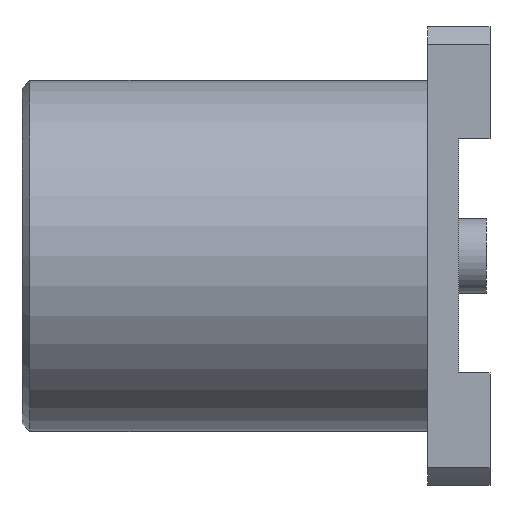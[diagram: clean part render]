
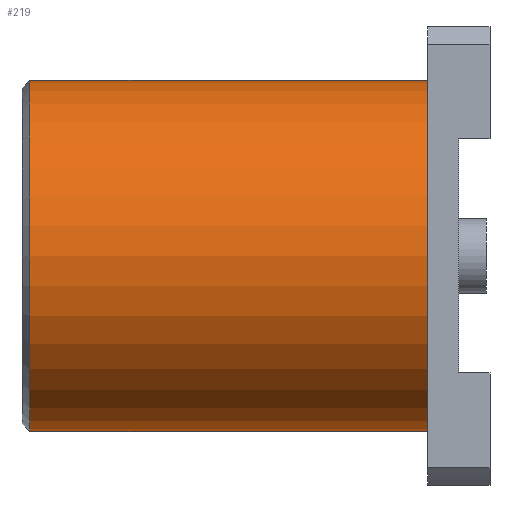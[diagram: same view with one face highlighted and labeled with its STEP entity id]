
A CAD part, left-side view. The second image highlights one B-rep face of the part: STEP entity #219.
In plain terms, the highlighted cylindrical face has radius 2.25 mm (diameter 4.5 mm), a full revolution.
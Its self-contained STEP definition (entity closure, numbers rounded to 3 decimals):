
#219 = ADVANCED_FACE( '', ( #430, #431 ), #432, .T. );
#430 = FACE_OUTER_BOUND( '', #643, .T. );
#431 = FACE_OUTER_BOUND( '', #644, .T. );
#432 = CYLINDRICAL_SURFACE( '', #645, 2.25 );
#643 = EDGE_LOOP( '', ( #1018 ) );
#644 = EDGE_LOOP( '', ( #1019 ) );
#645 = AXIS2_PLACEMENT_3D( '', #1020, #1021, #1022 );
#1018 = ORIENTED_EDGE( '', *, *, #1255, .T. );
#1019 = ORIENTED_EDGE( '', *, *, #1272, .F. );
#1020 = CARTESIAN_POINT( '', ( 0., 0., 0. ) );
#1021 = DIRECTION( '', ( 0., 1., 0. ) );
#1022 = DIRECTION( '', ( 0., 0., -1. ) );
#1255 = EDGE_CURVE( '', #1480, #1480, #1481, .T. );
#1272 = EDGE_CURVE( '', #1506, #1506, #1507, .T. );
#1480 = VERTEX_POINT( '', #1756 );
#1481 = CIRCLE( '', #1757, 2.25 );
#1506 = VERTEX_POINT( '', #1791 );
#1507 = CIRCLE( '', #1792, 2.25 );
#1756 = CARTESIAN_POINT( '', ( 0., 5.9, -2.25 ) );
#1757 = AXIS2_PLACEMENT_3D( '', #2034, #2035, #2036 );
#1791 = CARTESIAN_POINT( '', ( 0., 0.8, -2.25 ) );
#1792 = AXIS2_PLACEMENT_3D( '', #2055, #2056, #2057 );
#2034 = CARTESIAN_POINT( '', ( 0., 5.9, 0. ) );
#2035 = DIRECTION( '', ( 0., -1., 0. ) );
#2036 = DIRECTION( '', ( 0., 0., -1. ) );
#2055 = CARTESIAN_POINT( '', ( 0., 0.8, 0. ) );
#2056 = DIRECTION( '', ( 0., -1., 0. ) );
#2057 = DIRECTION( '', ( 0., 0., -1. ) );
